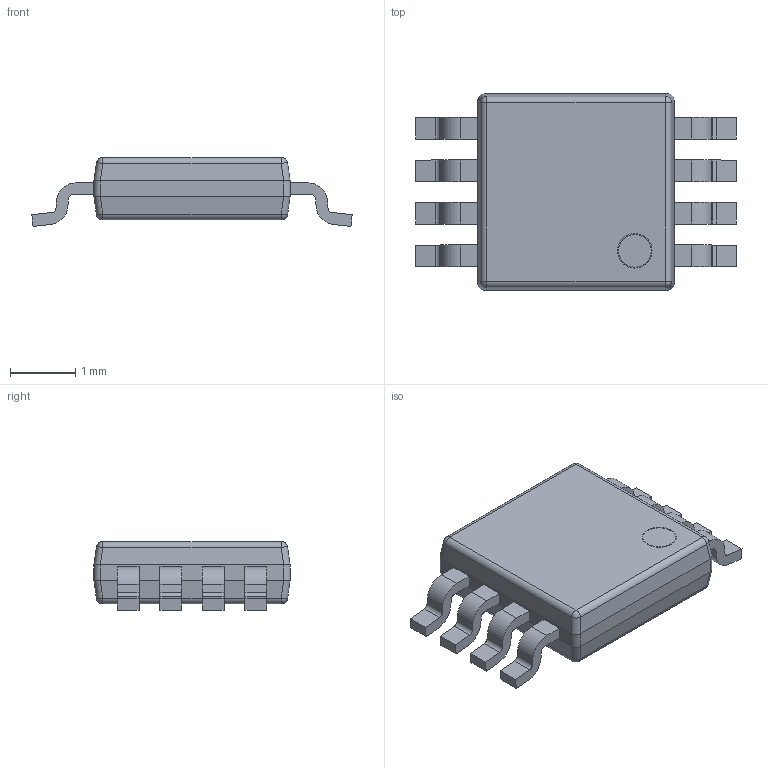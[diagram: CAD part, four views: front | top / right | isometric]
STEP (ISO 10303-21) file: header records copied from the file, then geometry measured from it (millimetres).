
FILE_DESCRIPTION(/* description */ (''),/* implementation_level */ '2;1');
FILE_NAME(/* name */ 'Maxim - MSOP-8 uMAX.step',/* time_stamp */ '2020-05-23T21:53:31+01:00',/* author */ (''),/* organization */ (''),/* preprocessor_version */ 'ST-DEVELOPER v18.1',/* originating_system */ 'Autodesk Translation Framework v9.2.0.1227',/* authorisation */ '');
FILE_SCHEMA (('AUTOMOTIVE_DESIGN { 1 0 10303 214 3 1 1 }'));
Length unit declared in the file: millimetre
Products named in the file (1): Maxim - MSOP-8 uMAX
Bounding box: 4.9 x 3 x 1.05 mm (x, y, z)
Volume: 8.9 mm3; surface area: 37.2 mm2
Topology: 1 solids, 1 shells, 149 faces, 403 edges, 266 vertices
Faces by surface type: plane 88, cylinder 52, sphere 8, torus 1
Entity records: 4852 total; most frequent: DIRECTION 822, CARTESIAN_POINT 819, ORIENTED_EDGE 806, EDGE_CURVE 403, LINE 284, VECTOR 284, AXIS2_PLACEMENT_3D 269, VERTEX_POINT 266
